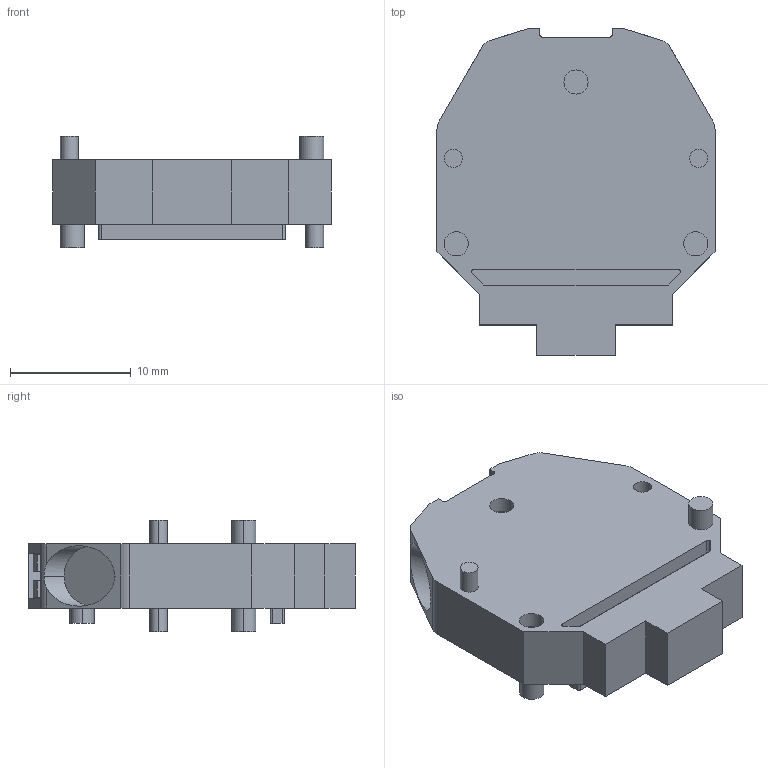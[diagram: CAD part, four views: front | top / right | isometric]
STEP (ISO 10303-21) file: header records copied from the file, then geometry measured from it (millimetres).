
FILE_DESCRIPTION (( 'STEP AP203' ), '1' );
FILE_NAME ('MPK Mini Klemens - Ýçten Köprülü.STEP', '2018-11-27T08:15:59', ( '' ), ( '' ), 'SwSTEP 2.0', 'SolidWorks 2011', '' );
FILE_SCHEMA (( 'CONFIG_CONTROL_DESIGN' ));
Length unit declared in the file: millimetre
Products named in the file (1): MPK Mini Klemens - Ýçten Köprülü
Bounding box: 23 x 27 x 9.24 mm (x, y, z)
Volume: 2568.2 mm3; surface area: 1856.1 mm2
Topology: 1 solids, 3 shells, 168 faces, 434 edges, 288 vertices
Faces by surface type: plane 102, cylinder 66
Entity records: 5215 total; most frequent: CARTESIAN_POINT 947, DIRECTION 878, ORIENTED_EDGE 868, EDGE_CURVE 434, LINE 296, VECTOR 296, AXIS2_PLACEMENT_3D 291, VERTEX_POINT 288
